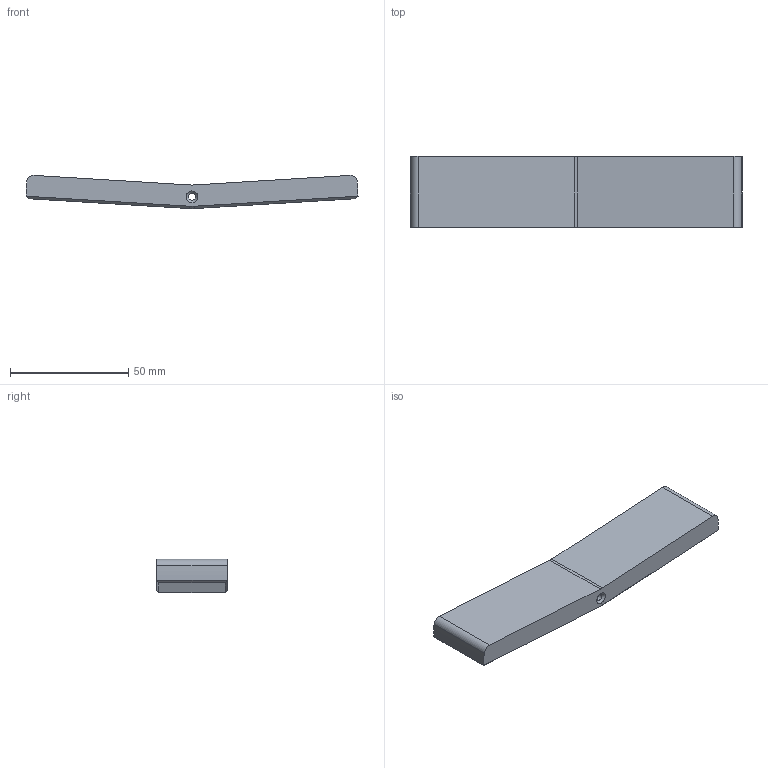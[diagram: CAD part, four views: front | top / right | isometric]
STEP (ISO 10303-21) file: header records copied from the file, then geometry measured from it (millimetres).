
FILE_DESCRIPTION(('FreeCAD Model'),'2;1');
FILE_NAME('Open CASCADE Shape Model','2025-10-15T11:45:37',('Author'),( ''),'Open CASCADE STEP processor 7.8','FreeCAD','Unknown');
FILE_SCHEMA(('AUTOMOTIVE_DESIGN { 1 0 10303 214 1 1 1 1 }'));
Length unit declared in the file: millimetre
Products named in the file (1): Titer_Toter
Bounding box: 140.36 x 30 x 14.02 mm (x, y, z)
Volume: 39993.6 mm3; surface area: 12814 mm2
Topology: 1 solids, 3 shells, 35 faces, 81 edges, 52 vertices
Faces by surface type: plane 26, cylinder 6, cone 2, bspline 1
Full cylindrical faces by diameter (mm): 3 x1
Entity records: 1021 total; most frequent: CARTESIAN_POINT 194, DIRECTION 165, ORIENTED_EDGE 162, EDGE_CURVE 81, LINE 59, VECTOR 59, AXIS2_PLACEMENT_3D 53, VERTEX_POINT 52
